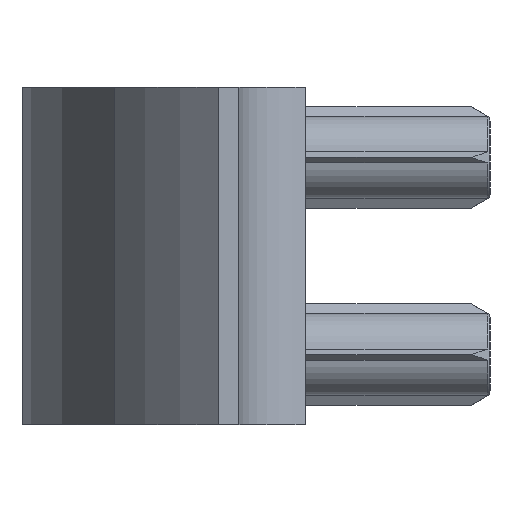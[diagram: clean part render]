
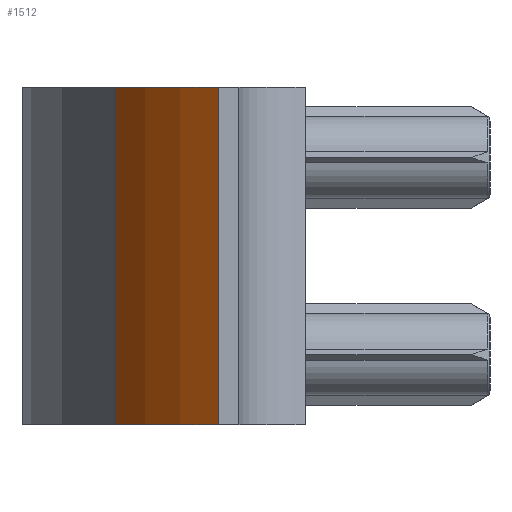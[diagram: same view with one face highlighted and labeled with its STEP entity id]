
A CAD part, left-side view. The second image highlights one B-rep face of the part: STEP entity #1512.
In plain terms, the highlighted cylindrical face has radius 6.955 mm (diameter 13.909 mm), a partial arc.
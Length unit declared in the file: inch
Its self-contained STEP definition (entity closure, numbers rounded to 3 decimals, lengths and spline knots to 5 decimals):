
#13 = EDGE_CURVE ( 'NONE', #1547, #158, #1524, .T. ) ;
#69 = DIRECTION ( 'NONE',  ( 0., 0., 1. ) ) ;
#79 = CARTESIAN_POINT ( 'NONE',  ( -1.358, -0.04666, -0.0915 ) ) ;
#158 = VERTEX_POINT ( 'NONE', #1403 ) ;
#161 = CYLINDRICAL_SURFACE ( 'NONE', #1127, 0.2738 ) ;
#180 = CIRCLE ( 'NONE', #781, 0.2738 ) ;
#238 = VECTOR ( 'NONE', #1230, 39.37008 ) ;
#410 = EDGE_CURVE ( 'NONE', #1083, #1547, #658, .T. ) ;
#634 = DIRECTION ( 'NONE',  ( 1., 0., 0. ) ) ;
#658 = LINE ( 'NONE', #995, #1041 ) ;
#699 = DIRECTION ( 'NONE',  ( 0., 0., 1. ) ) ;
#723 = ORIENTED_EDGE ( 'NONE', *, *, #13, .F. ) ;
#779 = DIRECTION ( 'NONE',  ( 0., 0., 1. ) ) ;
#781 = AXIS2_PLACEMENT_3D ( 'NONE', #822, #1831, #973 ) ;
#822 = CARTESIAN_POINT ( 'NONE',  ( -1.1474, -0.22164, -0.0915 ) ) ;
#828 = CARTESIAN_POINT ( 'NONE',  ( -1.29335, 0.01003, -0.0915 ) ) ;
#936 = CARTESIAN_POINT ( 'NONE',  ( -1.1474, -0.22164, 0.0915 ) ) ;
#973 = DIRECTION ( 'NONE',  ( 1., 0., 0. ) ) ;
#995 = CARTESIAN_POINT ( 'NONE',  ( -1.29335, 0.01003, -0.0915 ) ) ;
#1041 = VECTOR ( 'NONE', #699, 39.37008 ) ;
#1056 = LINE ( 'NONE', #79, #238 ) ;
#1069 = EDGE_CURVE ( 'NONE', #1083, #1595, #180, .T. ) ;
#1081 = DIRECTION ( 'NONE',  ( 1., 0., 0. ) ) ;
#1083 = VERTEX_POINT ( 'NONE', #828 ) ;
#1127 = AXIS2_PLACEMENT_3D ( 'NONE', #1642, #779, #634 ) ;
#1151 = EDGE_LOOP ( 'NONE', ( #1549, #723, #1806, #1434 ) ) ;
#1230 = DIRECTION ( 'NONE',  ( 0., 0., 1. ) ) ;
#1403 = CARTESIAN_POINT ( 'NONE',  ( -1.358, -0.04666, 0.0915 ) ) ;
#1434 = ORIENTED_EDGE ( 'NONE', *, *, #1069, .T. ) ;
#1512 = ADVANCED_FACE ( 'NONE', ( #1700 ), #161, .T. ) ;
#1524 = CIRCLE ( 'NONE', #1621, 0.2738 ) ;
#1547 = VERTEX_POINT ( 'NONE', #1652 ) ;
#1549 = ORIENTED_EDGE ( 'NONE', *, *, #1601, .T. ) ;
#1595 = VERTEX_POINT ( 'NONE', #1815 ) ;
#1601 = EDGE_CURVE ( 'NONE', #1595, #158, #1056, .T. ) ;
#1621 = AXIS2_PLACEMENT_3D ( 'NONE', #936, #69, #1081 ) ;
#1642 = CARTESIAN_POINT ( 'NONE',  ( -1.1474, -0.22164, -0.0915 ) ) ;
#1652 = CARTESIAN_POINT ( 'NONE',  ( -1.29335, 0.01003, 0.0915 ) ) ;
#1700 = FACE_OUTER_BOUND ( 'NONE', #1151, .T. ) ;
#1806 = ORIENTED_EDGE ( 'NONE', *, *, #410, .F. ) ;
#1815 = CARTESIAN_POINT ( 'NONE',  ( -1.358, -0.04666, -0.0915 ) ) ;
#1831 = DIRECTION ( 'NONE',  ( 0., 0., 1. ) ) ;
